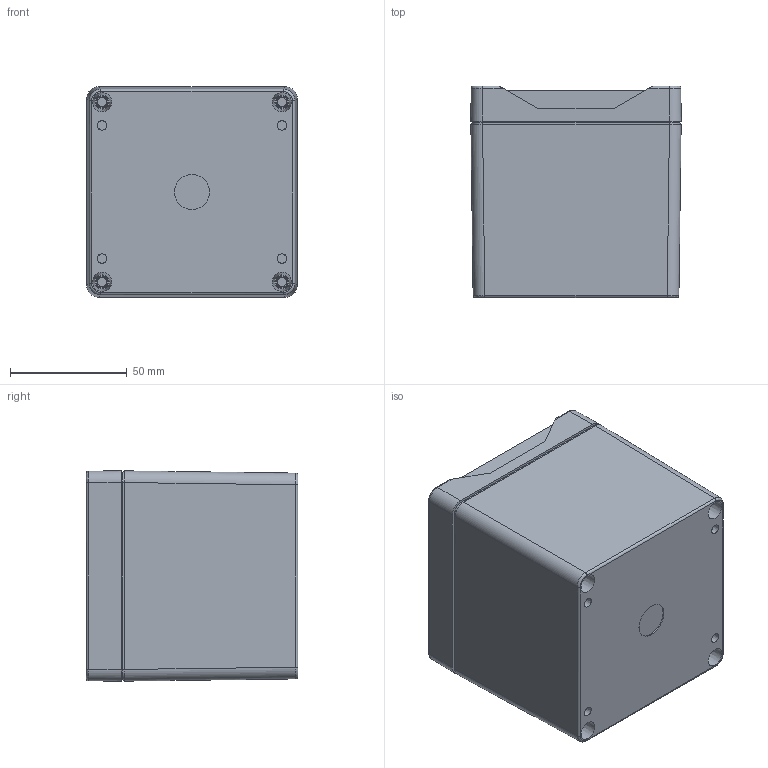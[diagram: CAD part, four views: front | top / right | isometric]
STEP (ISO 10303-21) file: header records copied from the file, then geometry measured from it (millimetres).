
FILE_DESCRIPTION (( 'STEP AP214' ), '1' );
FILE_NAME ('1555EE2GY.STEP', '2020-11-07T18:36:33', ( '' ), ( '' ), 'SwSTEP 2.0', 'SolidWorks 2019', '' );
FILE_SCHEMA (( 'AUTOMOTIVE_DESIGN' ));
Length unit declared in the file: inch
Products named in the file (1): 1555EE2GY
Bounding box: 90 x 90.5 x 90 mm (x, y, z)
Volume: 163365.5 mm3; surface area: 119755.9 mm2
Topology: 15 solids, 15 shells, 1807 faces, 4693 edges, 3058 vertices
Faces by surface type: plane 709, bspline 552, cylinder 316, cone 230
Full cylindrical faces by diameter (mm): 2 x4, 2.464 x4, 3 x1, 3.251 x4, 3.43 x4, 3.5 x4, 3.81 x12, 3.88 x4, 3.912 x4, 5.334 x4, 5.537 x8, 6.35 x8, 7 x1, 15 x1
Entity records: 67406 total; most frequent: CARTESIAN_POINT 26883, ORIENTED_EDGE 8970, DIRECTION 6907, EDGE_CURVE 4485, VERTEX_POINT 3008, LINE 2405, VECTOR 2405, AXIS2_PLACEMENT_3D 2251
